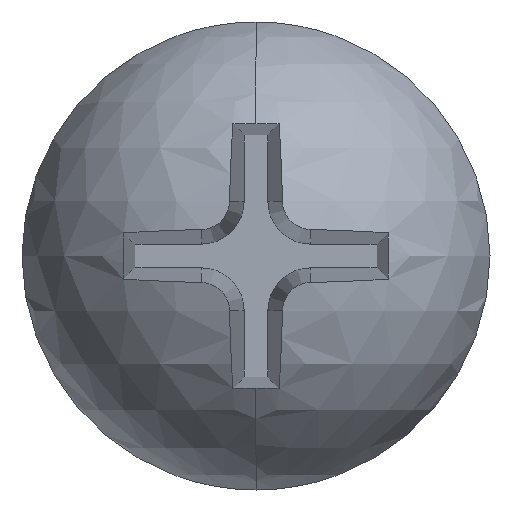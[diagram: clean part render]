
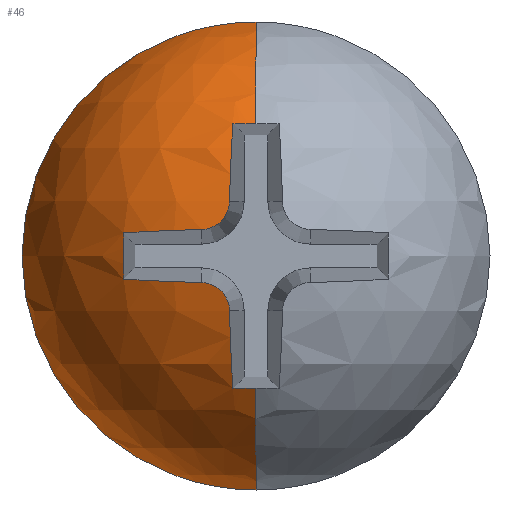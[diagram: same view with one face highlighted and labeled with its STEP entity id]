
A CAD part, left-side view. The second image highlights one B-rep face of the part: STEP entity #46.
In plain terms, the highlighted spherical face has radius 2.343 mm.
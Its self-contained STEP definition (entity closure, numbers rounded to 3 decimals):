
#46=ADVANCED_FACE('',(#101),#102,.T.);
#101=FACE_OUTER_BOUND('',#210,.T.);
#102=SPHERICAL_SURFACE('',#211,2.343);
#210=EDGE_LOOP('',(#319,#320,#321,#322,#323,#324,#325,#326,#327,#328,#329,#330,#331));
#211=AXIS2_PLACEMENT_3D('',#332,#333,#334);
#319=ORIENTED_EDGE('',*,*,#767,.F.);
#320=ORIENTED_EDGE('',*,*,#768,.F.);
#321=ORIENTED_EDGE('',*,*,#769,.F.);
#322=ORIENTED_EDGE('',*,*,#770,.F.);
#323=ORIENTED_EDGE('',*,*,#771,.T.);
#324=ORIENTED_EDGE('',*,*,#772,.T.);
#325=ORIENTED_EDGE('',*,*,#773,.T.);
#326=ORIENTED_EDGE('',*,*,#774,.T.);
#327=ORIENTED_EDGE('',*,*,#775,.T.);
#328=ORIENTED_EDGE('',*,*,#776,.T.);
#329=ORIENTED_EDGE('',*,*,#777,.T.);
#330=ORIENTED_EDGE('',*,*,#778,.T.);
#331=ORIENTED_EDGE('',*,*,#779,.T.);
#332=CARTESIAN_POINT('',(0.363,0.0,0.0));
#333=DIRECTION('',(0.0,0.0,1.0));
#334=DIRECTION('',(1.0,0.0,0.0));
#767=EDGE_CURVE('',#910,#911,#912,.T.);
#768=EDGE_CURVE('',#913,#910,#914,.T.);
#769=EDGE_CURVE('',#915,#913,#916,.T.);
#770=EDGE_CURVE('',#917,#915,#918,.T.);
#771=EDGE_CURVE('',#917,#919,#920,.T.);
#772=EDGE_CURVE('',#919,#921,#922,.T.);
#773=EDGE_CURVE('',#921,#923,#924,.T.);
#774=EDGE_CURVE('',#923,#925,#926,.T.);
#775=EDGE_CURVE('',#925,#927,#928,.T.);
#776=EDGE_CURVE('',#927,#929,#930,.T.);
#777=EDGE_CURVE('',#929,#931,#932,.T.);
#778=EDGE_CURVE('',#931,#933,#934,.T.);
#779=EDGE_CURVE('',#933,#911,#935,.T.);
#910=VERTEX_POINT('',#1145);
#911=VERTEX_POINT('',#1146);
#912=CIRCLE('',#1147,2.343);
#913=VERTEX_POINT('',#1148);
#914=CIRCLE('',#1149,2.315);
#915=VERTEX_POINT('',#1150);
#916=CIRCLE('',#1151,2.315);
#917=VERTEX_POINT('',#1152);
#918=CIRCLE('',#1153,2.343);
#919=VERTEX_POINT('',#1154);
#920=CIRCLE('',#1155,2.064);
#921=VERTEX_POINT('',#1156);
#922=CIRCLE('',#1157,2.343);
#923=VERTEX_POINT('',#1158);
#924=B_SPLINE_CURVE_WITH_KNOTS('',3,(#1159,#1160,#1161,#1162,#1163,#1164,#1165,#1166,#1167,#1168,#1169,#1170,#1171,#1172),.UNSPECIFIED.,.F.,.F.,(4,2,2,2,2,2,4),(0.339,0.45,0.555,0.66,0.765,0.87,0.981),.UNSPECIFIED.);
#925=VERTEX_POINT('',#1173);
#926=CIRCLE('',#1174,2.343);
#927=VERTEX_POINT('',#1175);
#928=CIRCLE('',#1176,2.064);
#929=VERTEX_POINT('',#1177);
#930=CIRCLE('',#1178,2.343);
#931=VERTEX_POINT('',#1179);
#932=B_SPLINE_CURVE_WITH_KNOTS('',3,(#1180,#1181,#1182,#1183,#1184,#1185,#1186,#1187,#1188,#1189,#1190,#1191,#1192,#1193,#1194),.UNSPECIFIED.,.F.,.F.,(4,3,2,2,2,2,4),(-0.11,0.0,0.105,0.21,0.315,0.42,0.531),.UNSPECIFIED.);
#933=VERTEX_POINT('',#1195);
#934=CIRCLE('',#1196,2.343);
#935=CIRCLE('',#1197,2.064);
#1145=CARTESIAN_POINT('',(0.,0.,2.315));
#1146=CARTESIAN_POINT('',(-1.58,0.,1.31));
#1147=AXIS2_PLACEMENT_3D('',#1936,#1937,#1938);
#1148=CARTESIAN_POINT('',(0.,2.315,0.0));
#1149=AXIS2_PLACEMENT_3D('',#1939,#1940,#1941);
#1150=CARTESIAN_POINT('',(0.,0.,-2.315));
#1151=AXIS2_PLACEMENT_3D('',#1942,#1943,#1944);
#1152=CARTESIAN_POINT('',(-1.58,0.,-1.31));
#1153=AXIS2_PLACEMENT_3D('',#1945,#1946,#1947);
#1154=CARTESIAN_POINT('',(-1.567,0.229,-1.309));
#1155=AXIS2_PLACEMENT_3D('',#1948,#1949,#1950);
#1156=CARTESIAN_POINT('',(-1.902,0.262,-0.54));
#1157=AXIS2_PLACEMENT_3D('',#1951,#1952,#1953);
#1158=CARTESIAN_POINT('',(-1.902,0.54,-0.262));
#1159=CARTESIAN_POINT('',(-1.871,0.281,-0.649));
#1160=CARTESIAN_POINT('',(-1.883,0.268,-0.614));
#1161=CARTESIAN_POINT('',(-1.893,0.261,-0.576));
#1162=CARTESIAN_POINT('',(-1.91,0.263,-0.506));
#1163=CARTESIAN_POINT('',(-1.917,0.27,-0.469));
#1164=CARTESIAN_POINT('',(-1.926,0.299,-0.401));
#1165=CARTESIAN_POINT('',(-1.929,0.321,-0.37));
#1166=CARTESIAN_POINT('',(-1.929,0.37,-0.321));
#1167=CARTESIAN_POINT('',(-1.926,0.401,-0.299));
#1168=CARTESIAN_POINT('',(-1.917,0.469,-0.27));
#1169=CARTESIAN_POINT('',(-1.91,0.506,-0.263));
#1170=CARTESIAN_POINT('',(-1.893,0.576,-0.261));
#1171=CARTESIAN_POINT('',(-1.883,0.614,-0.268));
#1172=CARTESIAN_POINT('',(-1.871,0.649,-0.281));
#1173=CARTESIAN_POINT('',(-1.567,1.309,-0.229));
#1174=AXIS2_PLACEMENT_3D('',#1954,#1955,#1956);
#1175=CARTESIAN_POINT('',(-1.567,1.309,0.229));
#1176=AXIS2_PLACEMENT_3D('',#1957,#1958,#1959);
#1177=CARTESIAN_POINT('',(-1.902,0.54,0.262));
#1178=AXIS2_PLACEMENT_3D('',#1960,#1961,#1962);
#1179=CARTESIAN_POINT('',(-1.902,0.262,0.54));
#1180=CARTESIAN_POINT('',(-1.871,0.649,0.281));
#1181=CARTESIAN_POINT('',(-1.883,0.614,0.268));
#1182=CARTESIAN_POINT('',(-1.893,0.576,0.261));
#1183=CARTESIAN_POINT('',(-1.902,0.54,0.262));
#1184=CARTESIAN_POINT('',(-1.91,0.506,0.263));
#1185=CARTESIAN_POINT('',(-1.917,0.469,0.27));
#1186=CARTESIAN_POINT('',(-1.926,0.401,0.299));
#1187=CARTESIAN_POINT('',(-1.929,0.37,0.321));
#1188=CARTESIAN_POINT('',(-1.929,0.321,0.37));
#1189=CARTESIAN_POINT('',(-1.926,0.299,0.401));
#1190=CARTESIAN_POINT('',(-1.917,0.27,0.469));
#1191=CARTESIAN_POINT('',(-1.91,0.263,0.506));
#1192=CARTESIAN_POINT('',(-1.893,0.261,0.576));
#1193=CARTESIAN_POINT('',(-1.883,0.268,0.614));
#1194=CARTESIAN_POINT('',(-1.871,0.281,0.649));
#1195=CARTESIAN_POINT('',(-1.567,0.229,1.309));
#1196=AXIS2_PLACEMENT_3D('',#1963,#1964,#1965);
#1197=AXIS2_PLACEMENT_3D('',#1966,#1967,#1968);
#1936=CARTESIAN_POINT('',(0.363,0.0,0.0));
#1937=DIRECTION('',(0.,-1.0,0.0));
#1938=DIRECTION('',(0.0,0.0,1.0));
#1939=CARTESIAN_POINT('',(0.,0.0,0.0));
#1940=DIRECTION('',(1.0,0.0,0.0));
#1941=DIRECTION('',(0.0,1.0,0.0));
#1942=CARTESIAN_POINT('',(0.,0.0,0.0));
#1943=DIRECTION('',(1.0,0.0,0.0));
#1944=DIRECTION('',(0.0,1.0,0.0));
#1945=CARTESIAN_POINT('',(0.363,0.0,0.0));
#1946=DIRECTION('',(0.,-1.0,0.0));
#1947=DIRECTION('',(0.0,0.0,1.0));
#1948=CARTESIAN_POINT('',(0.474,0.0,-1.104));
#1949=DIRECTION('',(0.1,0.0,-0.995));
#1950=DIRECTION('',(0.0,-1.0,0.0));
#1951=CARTESIAN_POINT('',(0.367,0.035,0.));
#1952=DIRECTION('',(0.1,0.995,0.));
#1953=DIRECTION('',(0.0,0.,-1.0));
#1954=CARTESIAN_POINT('',(0.367,0.,-0.035));
#1955=DIRECTION('',(0.1,0.,-0.995));
#1956=DIRECTION('',(0.0,-1.0,0.));
#1957=CARTESIAN_POINT('',(0.474,1.104,0.));
#1958=DIRECTION('',(0.1,0.995,0.));
#1959=DIRECTION('',(0.0,0.,-1.0));
#1960=CARTESIAN_POINT('',(0.367,0.,0.035));
#1961=DIRECTION('',(0.1,0.,0.995));
#1962=DIRECTION('',(0.0,1.0,0.));
#1963=CARTESIAN_POINT('',(0.367,0.035,0.));
#1964=DIRECTION('',(0.1,0.995,0.));
#1965=DIRECTION('',(0.0,0.,-1.0));
#1966=CARTESIAN_POINT('',(0.474,0.0,1.104));
#1967=DIRECTION('',(0.1,-0.0,0.995));
#1968=DIRECTION('',(0.0,1.0,0.0));
